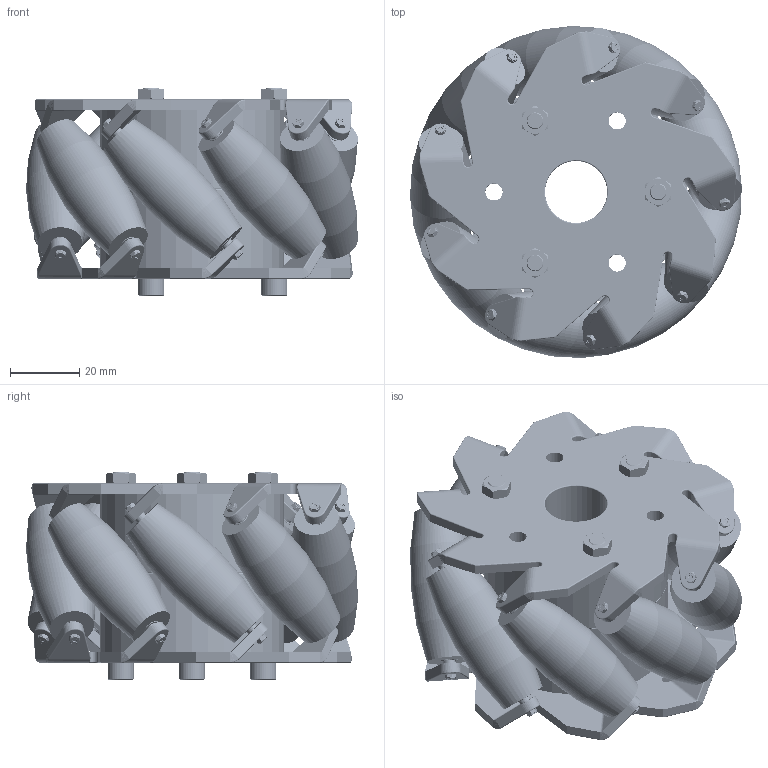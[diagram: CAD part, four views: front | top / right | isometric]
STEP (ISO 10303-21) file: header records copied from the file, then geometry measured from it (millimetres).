
FILE_DESCRIPTION (( 'STEP AP214' ), '1' );
FILE_NAME ('Mecanum.STEP', '2019-04-13T15:45:52', ( '' ), ( '' ), 'SwSTEP 2.0', 'SolidWorks 2018', '' );
FILE_SCHEMA (( 'AUTOMOTIVE_DESIGN' ));
Length unit declared in the file: millimetre
Products named in the file (11): instrument ball bearing_68_am_AFBMA 12.1.4.1 - 0015-5 - 8,SI,NC,8_68; Mecanum; wheelshaft; allen bolt; locknut; spacer; satellitewheel_assembly_2; Satellite Wheel; plate_new; 5mm_nut
Assembly tree (57 placements, depth 3):
  Mecanum
    plate_new
    plate_new
    satellitewheel_assembly_2  x9
      Satellite Wheel
      instrument ball bearing_68_am_AFBMA 12.1.4.1 - 0015-5 - 8,SI,NC,8_68
      wheelshaft
    spacer  x18
    locknut  x18
    allen bolt  x3
    5mm_nut  x3
Bounding box: 96.03 x 96.04 x 60 mm (x, y, z)
Volume: 212079.4 mm3; surface area: 78331.2 mm2
Topology: 80 solids, 80 shells, 2889 faces, 6905 edges, 4346 vertices
Faces by surface type: cylinder 1459, plane 645, torus 411, bspline 224, cone 150
Entity records: 32650 total; most frequent: CARTESIAN_POINT 13414, ORIENTED_EDGE 4116, DIRECTION 3588, EDGE_CURVE 2058, AXIS2_PLACEMENT_3D 1389, VERTEX_POINT 1289, EDGE_LOOP 891, VECTOR 810
